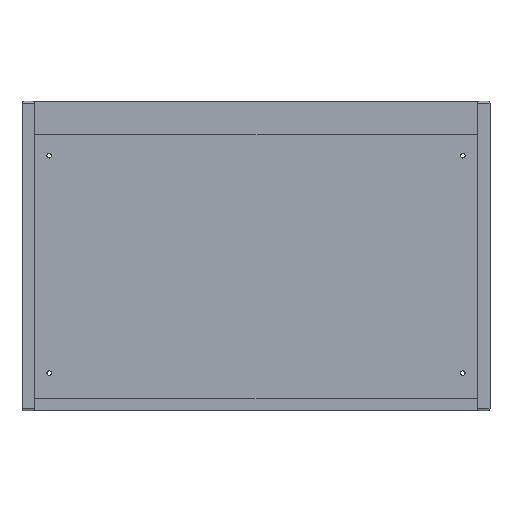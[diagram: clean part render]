
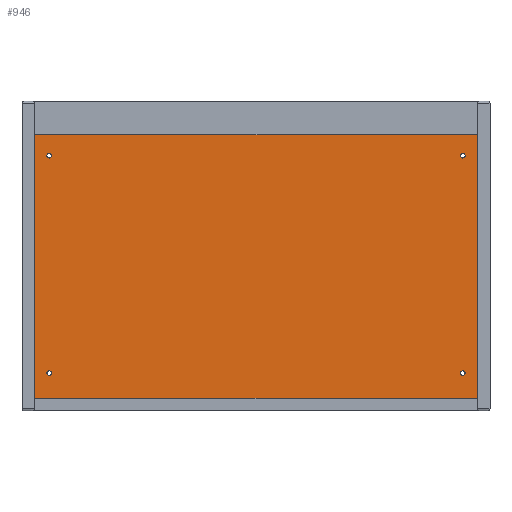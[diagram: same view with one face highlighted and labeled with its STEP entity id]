
A CAD part, top view. The second image highlights one B-rep face of the part: STEP entity #946.
In plain terms, the highlighted planar face has unit normal (0, 0, 1).
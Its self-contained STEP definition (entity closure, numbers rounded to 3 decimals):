
#12 = CARTESIAN_POINT ( 'NONE',  ( -244.75, -127.5, 2. ) ) ;
#19 = FACE_BOUND ( 'NONE', #726, .T. ) ;
#20 = VERTEX_POINT ( 'NONE', #12 ) ;
#21 = LINE ( 'NONE', #982, #1204 ) ;
#30 = CARTESIAN_POINT ( 'NONE',  ( -250.25, -127.5, 2. ) ) ;
#45 = DIRECTION ( 'NONE',  ( -1., 0., 0. ) ) ;
#51 = CARTESIAN_POINT ( 'NONE',  ( -265., -157.5, 2. ) ) ;
#55 = VERTEX_POINT ( 'NONE', #74 ) ;
#57 = VERTEX_POINT ( 'NONE', #353 ) ;
#59 = CARTESIAN_POINT ( 'NONE',  ( -265., 157.5, 2. ) ) ;
#67 = ORIENTED_EDGE ( 'NONE', *, *, #1006, .T. ) ;
#74 = CARTESIAN_POINT ( 'NONE',  ( 244.75, -127.5, 2. ) ) ;
#77 = EDGE_LOOP ( 'NONE', ( #1289, #768, #1384, #793 ) ) ;
#98 = VERTEX_POINT ( 'NONE', #1478 ) ;
#100 = AXIS2_PLACEMENT_3D ( 'NONE', #1042, #630, #1716 ) ;
#101 = EDGE_LOOP ( 'NONE', ( #210, #239 ) ) ;
#106 = VERTEX_POINT ( 'NONE', #59 ) ;
#118 = EDGE_LOOP ( 'NONE', ( #1462, #1526 ) ) ;
#138 = CARTESIAN_POINT ( 'NONE',  ( 247.5, 132.5, 2. ) ) ;
#149 = EDGE_CURVE ( 'NONE', #55, #369, #1614, .T. ) ;
#153 = DIRECTION ( 'NONE',  ( 0., 0., -1. ) ) ;
#172 = EDGE_CURVE ( 'NONE', #615, #334, #547, .T. ) ;
#173 = CARTESIAN_POINT ( 'NONE',  ( -250.25, 132.5, 2. ) ) ;
#189 = CARTESIAN_POINT ( 'NONE',  ( 265., 0., 2. ) ) ;
#210 = ORIENTED_EDGE ( 'NONE', *, *, #1672, .T. ) ;
#238 = CIRCLE ( 'NONE', #935, 2.75 ) ;
#239 = ORIENTED_EDGE ( 'NONE', *, *, #1549, .T. ) ;
#262 = EDGE_CURVE ( 'NONE', #106, #615, #21, .T. ) ;
#266 = DIRECTION ( 'NONE',  ( -1., 0., 0. ) ) ;
#304 = CIRCLE ( 'NONE', #1505, 2.75 ) ;
#329 = DIRECTION ( 'NONE',  ( 0., -1., 0. ) ) ;
#334 = VERTEX_POINT ( 'NONE', #812 ) ;
#353 = CARTESIAN_POINT ( 'NONE',  ( -244.75, 132.5, 2. ) ) ;
#369 = VERTEX_POINT ( 'NONE', #1449 ) ;
#420 = FACE_BOUND ( 'NONE', #118, .T. ) ;
#428 = CARTESIAN_POINT ( 'NONE',  ( 244.75, 132.5, 2. ) ) ;
#430 = CIRCLE ( 'NONE', #1322, 2.75 ) ;
#446 = EDGE_CURVE ( 'NONE', #334, #98, #491, .T. ) ;
#448 = CARTESIAN_POINT ( 'NONE',  ( -247.5, -127.5, 2. ) ) ;
#459 = DIRECTION ( 'NONE',  ( 1., 0., 0. ) ) ;
#470 = ORIENTED_EDGE ( 'NONE', *, *, #149, .T. ) ;
#475 = LINE ( 'NONE', #1475, #1086 ) ;
#491 = LINE ( 'NONE', #189, #1453 ) ;
#497 = ORIENTED_EDGE ( 'NONE', *, *, #1560, .T. ) ;
#531 = EDGE_CURVE ( 'NONE', #1064, #57, #238, .T. ) ;
#535 = CARTESIAN_POINT ( 'NONE',  ( -247.5, 132.5, 2. ) ) ;
#547 = LINE ( 'NONE', #1576, #864 ) ;
#565 = AXIS2_PLACEMENT_3D ( 'NONE', #709, #1657, #854 ) ;
#574 = CARTESIAN_POINT ( 'NONE',  ( 250.25, 132.5, 2. ) ) ;
#583 = FACE_BOUND ( 'NONE', #101, .T. ) ;
#615 = VERTEX_POINT ( 'NONE', #51 ) ;
#625 = CIRCLE ( 'NONE', #755, 2.75 ) ;
#630 = DIRECTION ( 'NONE',  ( 0., 0., -1. ) ) ;
#633 = DIRECTION ( 'NONE',  ( -1., 0., 0. ) ) ;
#636 = AXIS2_PLACEMENT_3D ( 'NONE', #1131, #987, #459 ) ;
#671 = FACE_OUTER_BOUND ( 'NONE', #77, .T. ) ;
#686 = DIRECTION ( 'NONE',  ( 0., 0., -1. ) ) ;
#691 = DIRECTION ( 'NONE',  ( -1., 0., 0. ) ) ;
#700 = DIRECTION ( 'NONE',  ( 0., 1., 0. ) ) ;
#709 = CARTESIAN_POINT ( 'NONE',  ( 247.5, -127.5, 2. ) ) ;
#726 = EDGE_LOOP ( 'NONE', ( #1561, #497 ) ) ;
#727 = CARTESIAN_POINT ( 'NONE',  ( -247.5, 132.5, 2. ) ) ;
#755 = AXIS2_PLACEMENT_3D ( 'NONE', #809, #153, #1072 ) ;
#757 = VERTEX_POINT ( 'NONE', #428 ) ;
#768 = ORIENTED_EDGE ( 'NONE', *, *, #446, .T. ) ;
#793 = ORIENTED_EDGE ( 'NONE', *, *, #262, .T. ) ;
#797 = DIRECTION ( 'NONE',  ( 0., 0., -1. ) ) ;
#809 = CARTESIAN_POINT ( 'NONE',  ( -247.5, -127.5, 2. ) ) ;
#812 = CARTESIAN_POINT ( 'NONE',  ( 265., -157.5, 2. ) ) ;
#854 = DIRECTION ( 'NONE',  ( -1., 0., 0. ) ) ;
#864 = VECTOR ( 'NONE', #1060, 1000. ) ;
#873 = DIRECTION ( 'NONE',  ( -1., 0., 0. ) ) ;
#894 = EDGE_CURVE ( 'NONE', #757, #1192, #915, .T. ) ;
#915 = CIRCLE ( 'NONE', #1221, 2.75 ) ;
#931 = EDGE_CURVE ( 'NONE', #1192, #757, #1435, .T. ) ;
#935 = AXIS2_PLACEMENT_3D ( 'NONE', #727, #1675, #873 ) ;
#946 = ADVANCED_FACE ( 'NONE', ( #583, #19, #420, #1198, #671 ), #1268, .T. ) ;
#982 = CARTESIAN_POINT ( 'NONE',  ( -265., 0., 2. ) ) ;
#987 = DIRECTION ( 'NONE',  ( 0., 0., 1. ) ) ;
#994 = EDGE_LOOP ( 'NONE', ( #470, #67 ) ) ;
#1006 = EDGE_CURVE ( 'NONE', #369, #55, #1122, .T. ) ;
#1042 = CARTESIAN_POINT ( 'NONE',  ( 247.5, -127.5, 2. ) ) ;
#1060 = DIRECTION ( 'NONE',  ( 1., 0., 0. ) ) ;
#1064 = VERTEX_POINT ( 'NONE', #173 ) ;
#1071 = VERTEX_POINT ( 'NONE', #30 ) ;
#1072 = DIRECTION ( 'NONE',  ( -1., 0., 0. ) ) ;
#1086 = VECTOR ( 'NONE', #45, 1000. ) ;
#1122 = CIRCLE ( 'NONE', #565, 2.75 ) ;
#1131 = CARTESIAN_POINT ( 'NONE',  ( 0., 0., 2. ) ) ;
#1192 = VERTEX_POINT ( 'NONE', #574 ) ;
#1198 = FACE_BOUND ( 'NONE', #994, .T. ) ;
#1204 = VECTOR ( 'NONE', #329, 1000. ) ;
#1220 = DIRECTION ( 'NONE',  ( -1., 0., 0. ) ) ;
#1221 = AXIS2_PLACEMENT_3D ( 'NONE', #138, #797, #266 ) ;
#1268 = PLANE ( 'NONE',  #636 ) ;
#1289 = ORIENTED_EDGE ( 'NONE', *, *, #172, .T. ) ;
#1322 = AXIS2_PLACEMENT_3D ( 'NONE', #448, #1373, #1220 ) ;
#1373 = DIRECTION ( 'NONE',  ( 0., 0., -1. ) ) ;
#1384 = ORIENTED_EDGE ( 'NONE', *, *, #1642, .T. ) ;
#1435 = CIRCLE ( 'NONE', #1591, 2.75 ) ;
#1449 = CARTESIAN_POINT ( 'NONE',  ( 250.25, -127.5, 2. ) ) ;
#1453 = VECTOR ( 'NONE', #700, 1000. ) ;
#1462 = ORIENTED_EDGE ( 'NONE', *, *, #894, .T. ) ;
#1475 = CARTESIAN_POINT ( 'NONE',  ( 0., 157.5, 2. ) ) ;
#1478 = CARTESIAN_POINT ( 'NONE',  ( 265., 157.5, 2. ) ) ;
#1487 = CARTESIAN_POINT ( 'NONE',  ( 247.5, 132.5, 2. ) ) ;
#1505 = AXIS2_PLACEMENT_3D ( 'NONE', #535, #686, #691 ) ;
#1526 = ORIENTED_EDGE ( 'NONE', *, *, #931, .T. ) ;
#1549 = EDGE_CURVE ( 'NONE', #20, #1071, #625, .T. ) ;
#1560 = EDGE_CURVE ( 'NONE', #57, #1064, #304, .T. ) ;
#1561 = ORIENTED_EDGE ( 'NONE', *, *, #531, .T. ) ;
#1576 = CARTESIAN_POINT ( 'NONE',  ( 0., -157.5, 2. ) ) ;
#1591 = AXIS2_PLACEMENT_3D ( 'NONE', #1487, #1640, #633 ) ;
#1614 = CIRCLE ( 'NONE', #100, 2.75 ) ;
#1640 = DIRECTION ( 'NONE',  ( 0., 0., -1. ) ) ;
#1642 = EDGE_CURVE ( 'NONE', #98, #106, #475, .T. ) ;
#1657 = DIRECTION ( 'NONE',  ( 0., 0., -1. ) ) ;
#1672 = EDGE_CURVE ( 'NONE', #1071, #20, #430, .T. ) ;
#1675 = DIRECTION ( 'NONE',  ( 0., 0., -1. ) ) ;
#1716 = DIRECTION ( 'NONE',  ( -1., 0., 0. ) ) ;
